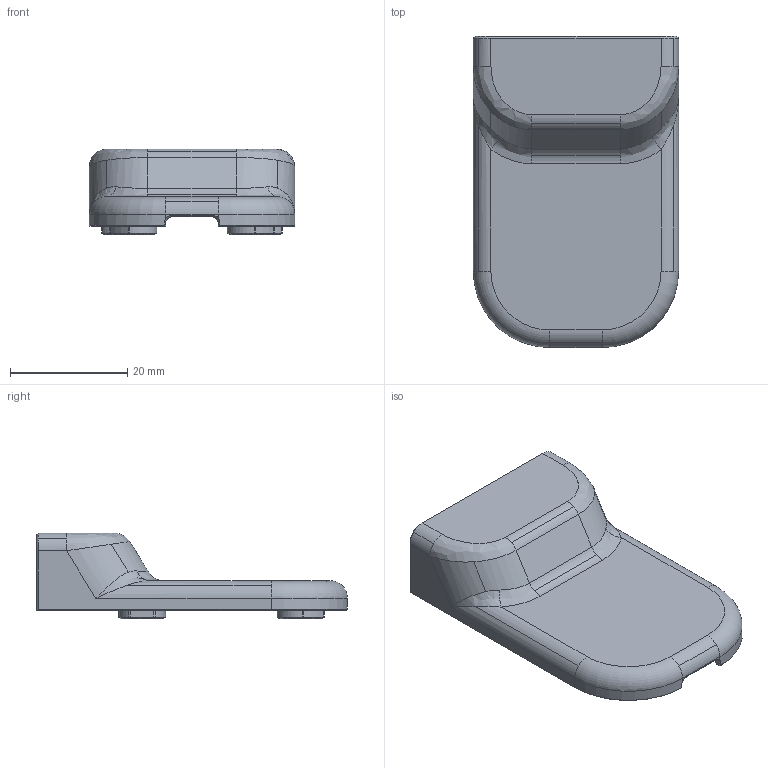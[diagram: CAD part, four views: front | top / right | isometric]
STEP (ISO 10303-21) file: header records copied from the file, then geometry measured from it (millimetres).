
FILE_DESCRIPTION(('CATIA V5 STEP Exchange'),'2;1');
FILE_NAME('usb-can_housing-lower_2.13_upper_clean_SNa.stp','2021-08-15T21:38:10+00:00',('none'),('none'),'CATIA Version 5 Release 19 SP 2 (IN-10)','CATIA V5 STEP AP203','none');
FILE_SCHEMA(('CONFIG_CONTROL_DESIGN'));
Length unit declared in the file: millimetre
Products named in the file (1): housing_lower
Bounding box: 35 x 53 x 14.6 mm (x, y, z)
Volume: 5704.8 mm3; surface area: 5626.9 mm2
Topology: 1 solids, 1 shells, 286 faces, 700 edges, 412 vertices
Faces by surface type: cylinder 83, plane 77, cone 56, bspline 54, torus 16
Entity records: 22253 total; most frequent: CARTESIAN_POINT 16294, ORIENTED_EDGE 1384, DIRECTION 905, EDGE_CURVE 692, VERTEX_POINT 412, AXIS2_PLACEMENT_3D 394, EDGE_LOOP 290, ADVANCED_FACE 286
